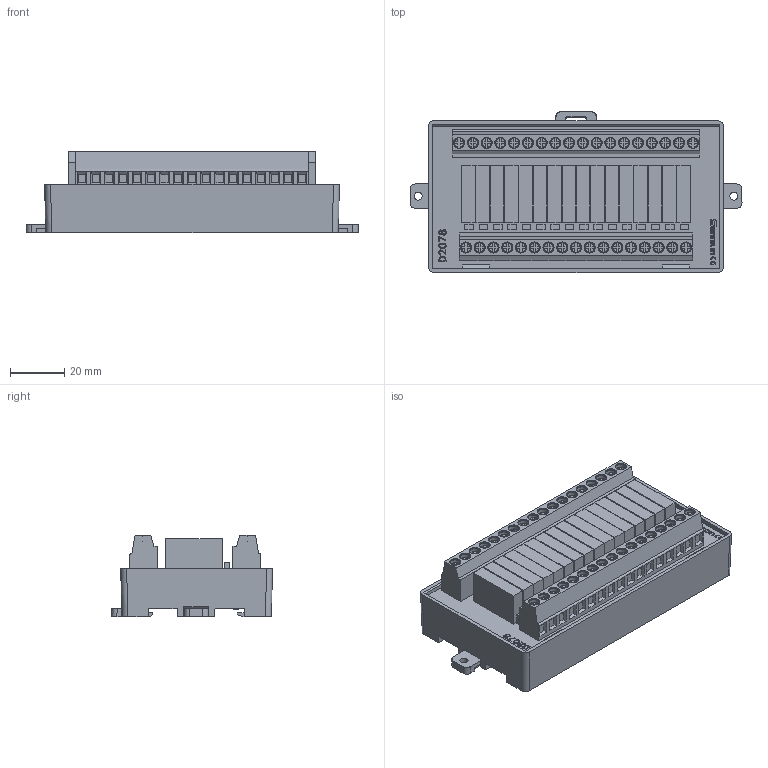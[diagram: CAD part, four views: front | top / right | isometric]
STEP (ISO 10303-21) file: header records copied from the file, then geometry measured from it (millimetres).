
FILE_DESCRIPTION(/* description */ (''),/* implementation_level */ '2;1');
FILE_NAME(/* name */ 'D2078-E.stp',/* time_stamp */ '2024-08-15T11:02:37+08:00',/* author */ (''),/* organization */ (''),/* preprocessor_version */ 'ST-DEVELOPER v14',/* originating_system */ 'SIEMENS PLM Software NX 8.0',/* authorisation */ '');
FILE_SCHEMA (('AUTOMOTIVE_DESIGN { 1 0 10303 214 3 1 1 1 }'));
Length unit declared in the file: millimetre
Products named in the file (1): Admi3268E6A58k5i
Bounding box: 122.6 x 59.51 x 30.25 mm (x, y, z)
Volume: 131878.6 mm3; surface area: 39571.5 mm2
Topology: 3 solids, 3 shells, 1431 faces, 3698 edges, 2440 vertices
Faces by surface type: plane 1123, cylinder 114, torus 105, cone 74, extrusion 13, bspline 2
Full cylindrical faces by diameter (mm): 3 x2, 4.1 x70
Entity records: 46098 total; most frequent: CARTESIAN_POINT 11444, ORIENTED_EDGE 7142, DIRECTION 6322, EDGE_CURVE 3571, VECTOR 2724, LINE 2711, VERTEX_POINT 2424, AXIS2_PLACEMENT_3D 1799
